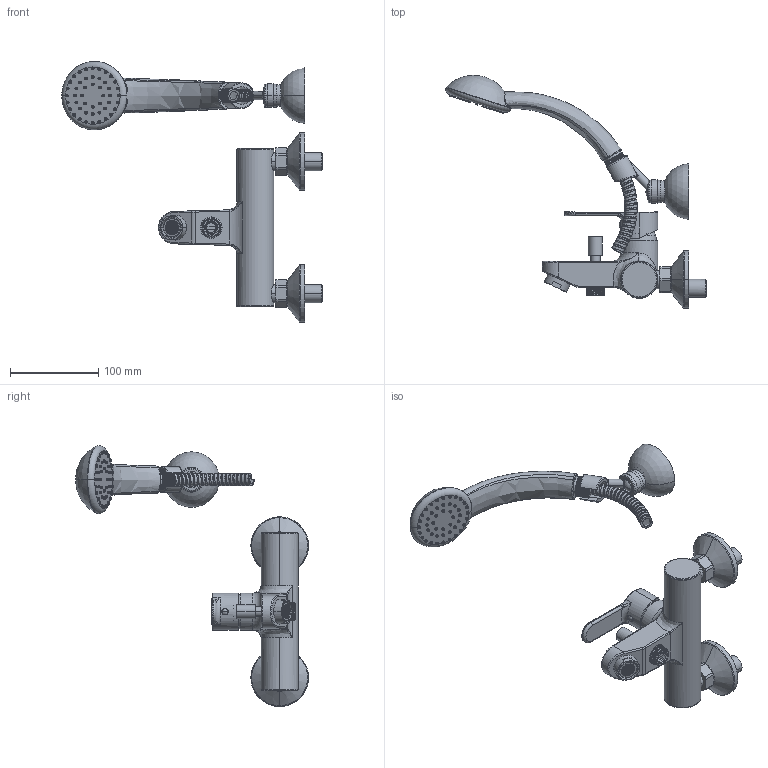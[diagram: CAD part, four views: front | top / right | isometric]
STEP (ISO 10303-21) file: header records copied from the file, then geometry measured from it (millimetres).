
FILE_DESCRIPTION((''),'2;1');
FILE_NAME('BLU023CR','2020-05-06T13:23:39',('stefano.gianpani'),('PAFFONI SpA'),'CREO PARAMETRIC BY PTC INC, 2019030','CREO PARAMETRIC BY PTC INC, 2019030','');
FILE_SCHEMA(('CONFIG_CONTROL_DESIGN','SHAPE_APPEARANCE_LAYERS_GROUPS'));
Length unit declared in the file: millimetre
Products named in the file (1): BLU023CR
Bounding box: 295.75 x 264.67 x 296.46 mm (x, y, z)
Surface area: 182394.9 mm2 (no closed solid volume)
Topology: 0 solids, 58 shells, 983 faces, 4060 edges, 3057 vertices
Faces by surface type: cylinder 384, plane 364, cone 92, bspline 86, torus 47, sphere 10
Entity records: 67413 total; most frequent: CARTESIAN_POINT 26626, DIRECTION 6620, ORIENTED_EDGE 6093, EDGE_CURVE 4050, VERTEX_POINT 3057, VECTOR 2384, LINE 2384, AXIS2_PLACEMENT_3D 2118
